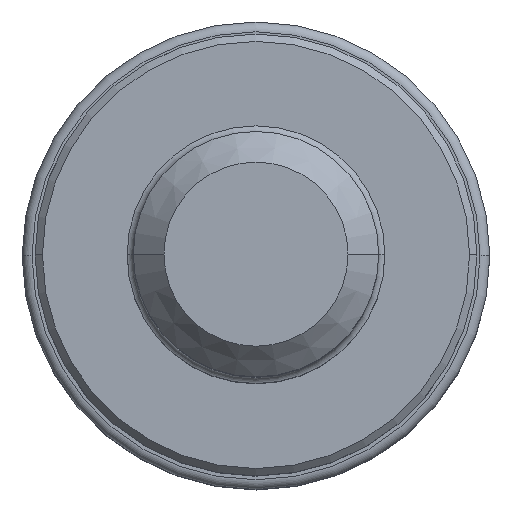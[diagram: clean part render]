
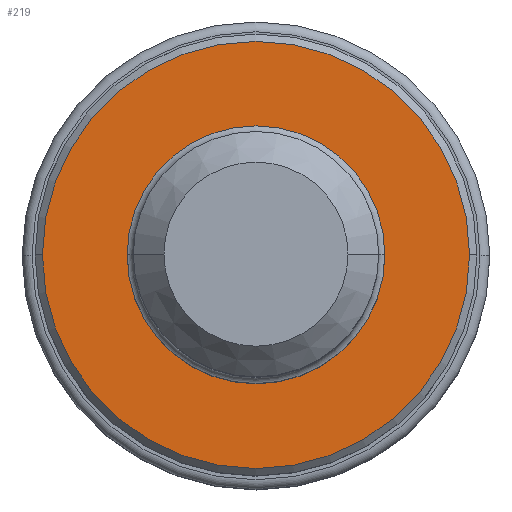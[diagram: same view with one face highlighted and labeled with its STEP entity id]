
A CAD part, top view. The second image highlights one B-rep face of the part: STEP entity #219.
In plain terms, the highlighted planar face has unit normal (0, 0, 1).
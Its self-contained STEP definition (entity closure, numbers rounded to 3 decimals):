
#64=PLANE('',#2339);
#72=FACE_BOUND('',#562,.T.);
#73=FACE_BOUND('',#563,.T.);
#219=ADVANCED_FACE('',(#72,#73),#64,.F.);
#562=EDGE_LOOP('',(#1027,#1028));
#563=EDGE_LOOP('',(#1029,#1030));
#1027=ORIENTED_EDGE('',*,*,#1473,.F.);
#1028=ORIENTED_EDGE('',*,*,#1470,.F.);
#1029=ORIENTED_EDGE('',*,*,#1474,.F.);
#1030=ORIENTED_EDGE('',*,*,#1475,.F.);
#1228=VERTEX_POINT('',#4497);
#1229=VERTEX_POINT('',#4498);
#1230=VERTEX_POINT('',#4505);
#1231=VERTEX_POINT('',#4506);
#1470=EDGE_CURVE('',#1228,#1229,#1790,.T.);
#1473=EDGE_CURVE('',#1229,#1228,#1791,.T.);
#1474=EDGE_CURVE('',#1230,#1231,#1792,.T.);
#1475=EDGE_CURVE('',#1231,#1230,#1793,.T.);
#1790=CIRCLE('',#2333,8.7);
#1791=CIRCLE('',#2335,8.7);
#1792=CIRCLE('',#2337,5.25);
#1793=CIRCLE('',#2338,5.25);
#2333=AXIS2_PLACEMENT_3D('',#4496,#2873,#2874);
#2335=AXIS2_PLACEMENT_3D('',#4502,#2879,#2880);
#2337=AXIS2_PLACEMENT_3D('',#4504,#2883,#2884);
#2338=AXIS2_PLACEMENT_3D('',#4507,#2885,#2886);
#2339=AXIS2_PLACEMENT_3D('',#4508,#2887,#2888);
#2873=DIRECTION('',(0.,0.,-1.));
#2874=DIRECTION('',(1.,0.,0.));
#2879=DIRECTION('',(0.,0.,-1.));
#2880=DIRECTION('',(-1.,0.,0.));
#2883=DIRECTION('',(0.,0.,1.));
#2884=DIRECTION('',(-1.,0.,0.));
#2885=DIRECTION('',(0.,0.,1.));
#2886=DIRECTION('',(1.,0.,0.));
#2887=DIRECTION('',(0.,0.,-1.));
#2888=DIRECTION('',(1.,0.,0.));
#4496=CARTESIAN_POINT('',(0.,0.,0.));
#4497=CARTESIAN_POINT('',(8.7,0.,0.));
#4498=CARTESIAN_POINT('',(-8.7,0.,0.));
#4502=CARTESIAN_POINT('',(0.,0.,0.));
#4504=CARTESIAN_POINT('',(0.,0.,0.));
#4505=CARTESIAN_POINT('',(-5.25,0.,0.));
#4506=CARTESIAN_POINT('',(5.25,0.,0.));
#4507=CARTESIAN_POINT('',(0.,0.,0.));
#4508=CARTESIAN_POINT('',(0.,0.,0.));
